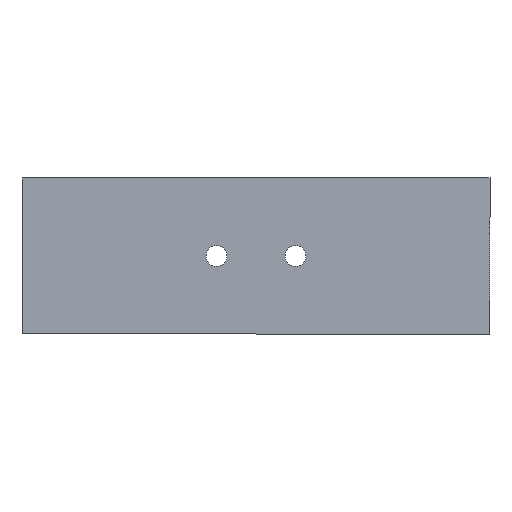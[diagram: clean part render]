
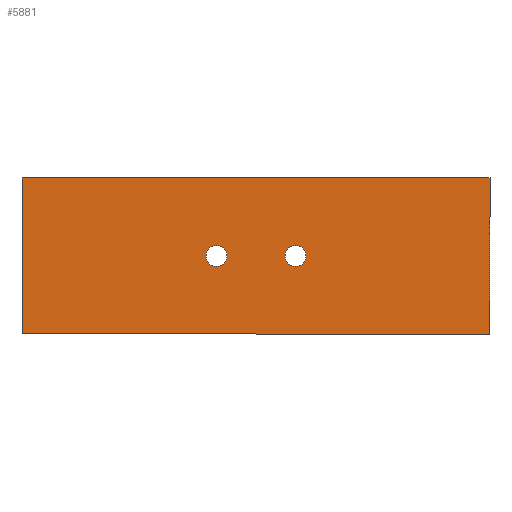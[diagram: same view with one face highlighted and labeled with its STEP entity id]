
A CAD part, front view. The second image highlights one B-rep face of the part: STEP entity #5881.
In plain terms, the highlighted planar face has unit normal (0, -1, 0).
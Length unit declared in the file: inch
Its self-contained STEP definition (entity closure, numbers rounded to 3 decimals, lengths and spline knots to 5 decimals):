
#1381 = ORIENTED_EDGE ( 'NONE', *, *, #28046, .T. ) ;
#1625 = VERTEX_POINT ( 'NONE', #12125 ) ;
#2366 = DIRECTION ( 'NONE',  ( 0., 1., 0. ) ) ;
#3454 = CARTESIAN_POINT ( 'NONE',  ( 2.63, 0., 0. ) ) ;
#3616 = AXIS2_PLACEMENT_3D ( 'NONE', #4871, #21456, #7231 ) ;
#3882 = VERTEX_POINT ( 'NONE', #5757 ) ;
#4745 = ORIENTED_EDGE ( 'NONE', *, *, #24973, .F. ) ;
#4871 = CARTESIAN_POINT ( 'NONE',  ( 2.63, 0., 0. ) ) ;
#5286 = VECTOR ( 'NONE', #9139, 39.37008 ) ;
#5357 = DIRECTION ( 'NONE',  ( 0., 0., 1. ) ) ;
#5480 = DIRECTION ( 'NONE',  ( 1., 0., 0. ) ) ;
#5757 = CARTESIAN_POINT ( 'NONE',  ( 4.5, 0., 0.75 ) ) ;
#5812 = DIRECTION ( 'NONE',  ( 0., 0., 1. ) ) ;
#5881 = ADVANCED_FACE ( 'NONE', ( #20418, #13030, #28631 ), #15685, .T. ) ;
#7066 = EDGE_CURVE ( 'NONE', #12080, #13339, #15188, .T. ) ;
#7231 = DIRECTION ( 'NONE',  ( 0., 0., 1. ) ) ;
#7567 = CARTESIAN_POINT ( 'NONE',  ( 2.63, 0., 0.1005 ) ) ;
#9139 = DIRECTION ( 'NONE',  ( -1., 0., 0. ) ) ;
#10579 = VECTOR ( 'NONE', #15826, 39.37008 ) ;
#10957 = VERTEX_POINT ( 'NONE', #27709 ) ;
#11173 = AXIS2_PLACEMENT_3D ( 'NONE', #27447, #21519, #24096 ) ;
#12080 = VERTEX_POINT ( 'NONE', #27149 ) ;
#12125 = CARTESIAN_POINT ( 'NONE',  ( 0., 0., -0.75 ) ) ;
#12713 = VERTEX_POINT ( 'NONE', #7567 ) ;
#13030 = FACE_BOUND ( 'NONE', #20464, .T. ) ;
#13113 = ORIENTED_EDGE ( 'NONE', *, *, #7066, .T. ) ;
#13339 = VERTEX_POINT ( 'NONE', #19705 ) ;
#14873 = AXIS2_PLACEMENT_3D ( 'NONE', #22958, #27221, #5357 ) ;
#15188 = CIRCLE ( 'NONE', #14873, 0.1005 ) ;
#15685 = PLANE ( 'NONE',  #11173 ) ;
#15753 = EDGE_LOOP ( 'NONE', ( #17968, #4745, #29127, #26487 ) ) ;
#15826 = DIRECTION ( 'NONE',  ( 0., 0., -1. ) ) ;
#16571 = CARTESIAN_POINT ( 'NONE',  ( 1.87, 0., 0. ) ) ;
#17727 = CIRCLE ( 'NONE', #26129, 0.1005 ) ;
#17785 = AXIS2_PLACEMENT_3D ( 'NONE', #3454, #20034, #5812 ) ;
#17968 = ORIENTED_EDGE ( 'NONE', *, *, #27634, .F. ) ;
#18106 = CARTESIAN_POINT ( 'NONE',  ( 2.63, 0., -0.1005 ) ) ;
#18113 = CARTESIAN_POINT ( 'NONE',  ( 4.5, 0., 0.75 ) ) ;
#18472 = CARTESIAN_POINT ( 'NONE',  ( 0., 0., 0.75 ) ) ;
#18780 = CIRCLE ( 'NONE', #3616, 0.1005 ) ;
#18935 = DIRECTION ( 'NONE',  ( 0., 0., 1. ) ) ;
#19340 = EDGE_CURVE ( 'NONE', #13339, #12080, #17727, .T. ) ;
#19693 = CARTESIAN_POINT ( 'NONE',  ( 0., 0., 0.75 ) ) ;
#19705 = CARTESIAN_POINT ( 'NONE',  ( 1.87, 0., 0.1005 ) ) ;
#20034 = DIRECTION ( 'NONE',  ( 0., 1., 0. ) ) ;
#20224 = VECTOR ( 'NONE', #20865, 39.37008 ) ;
#20390 = EDGE_CURVE ( 'NONE', #3882, #22376, #23180, .T. ) ;
#20397 = EDGE_LOOP ( 'NONE', ( #23062, #13113 ) ) ;
#20418 = FACE_BOUND ( 'NONE', #20397, .T. ) ;
#20464 = EDGE_LOOP ( 'NONE', ( #1381, #26546 ) ) ;
#20865 = DIRECTION ( 'NONE',  ( 0., 0., 1. ) ) ;
#20963 = LINE ( 'NONE', #18472, #20224 ) ;
#21456 = DIRECTION ( 'NONE',  ( 0., 1., 0. ) ) ;
#21519 = DIRECTION ( 'NONE',  ( 0., -1., 0. ) ) ;
#22376 = VERTEX_POINT ( 'NONE', #24163 ) ;
#22451 = LINE ( 'NONE', #19693, #27289 ) ;
#22958 = CARTESIAN_POINT ( 'NONE',  ( 1.87, 0., 0. ) ) ;
#23062 = ORIENTED_EDGE ( 'NONE', *, *, #19340, .T. ) ;
#23180 = LINE ( 'NONE', #18113, #10579 ) ;
#24096 = DIRECTION ( 'NONE',  ( 0., 0., -1. ) ) ;
#24163 = CARTESIAN_POINT ( 'NONE',  ( 4.5, 0., -0.75 ) ) ;
#24206 = LINE ( 'NONE', #28132, #5286 ) ;
#24973 = EDGE_CURVE ( 'NONE', #22376, #1625, #24206, .T. ) ;
#25932 = EDGE_CURVE ( 'NONE', #26887, #12713, #18780, .T. ) ;
#26129 = AXIS2_PLACEMENT_3D ( 'NONE', #16571, #2366, #18935 ) ;
#26148 = EDGE_CURVE ( 'NONE', #10957, #3882, #22451, .T. ) ;
#26487 = ORIENTED_EDGE ( 'NONE', *, *, #26148, .F. ) ;
#26543 = CIRCLE ( 'NONE', #17785, 0.1005 ) ;
#26546 = ORIENTED_EDGE ( 'NONE', *, *, #25932, .T. ) ;
#26887 = VERTEX_POINT ( 'NONE', #18106 ) ;
#27149 = CARTESIAN_POINT ( 'NONE',  ( 1.87, 0., -0.1005 ) ) ;
#27221 = DIRECTION ( 'NONE',  ( 0., 1., 0. ) ) ;
#27289 = VECTOR ( 'NONE', #5480, 39.37008 ) ;
#27447 = CARTESIAN_POINT ( 'NONE',  ( 0., 0., 0. ) ) ;
#27634 = EDGE_CURVE ( 'NONE', #1625, #10957, #20963, .T. ) ;
#27709 = CARTESIAN_POINT ( 'NONE',  ( 0., 0., 0.75 ) ) ;
#28046 = EDGE_CURVE ( 'NONE', #12713, #26887, #26543, .T. ) ;
#28132 = CARTESIAN_POINT ( 'NONE',  ( 0., 0., -0.75 ) ) ;
#28631 = FACE_OUTER_BOUND ( 'NONE', #15753, .T. ) ;
#29127 = ORIENTED_EDGE ( 'NONE', *, *, #20390, .F. ) ;
